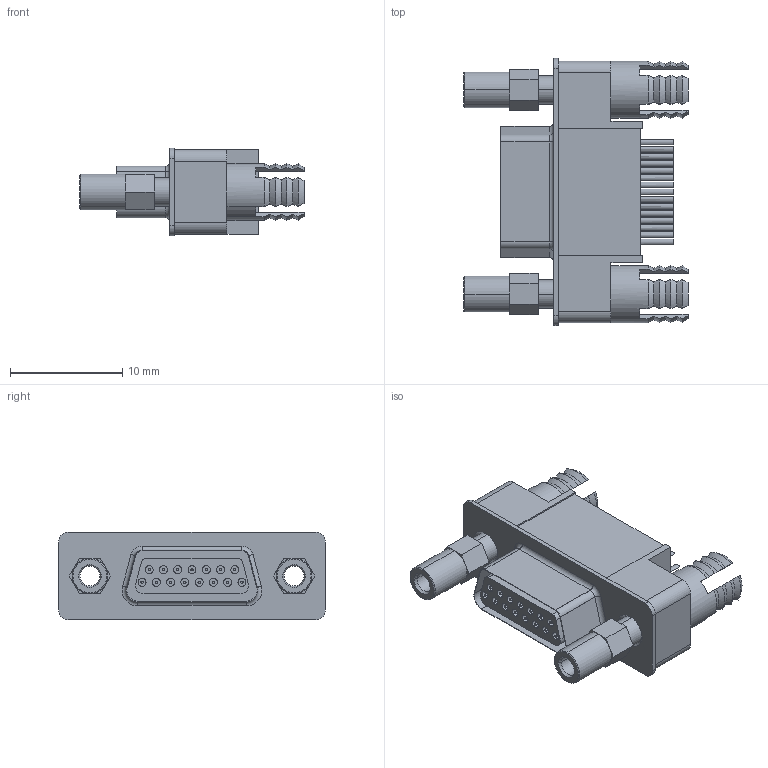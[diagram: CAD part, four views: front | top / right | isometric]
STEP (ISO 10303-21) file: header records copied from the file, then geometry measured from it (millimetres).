
FILE_DESCRIPTION((''),'2;1');
FILE_NAME('836129024','2007-12-05T',('gga'),(''),'PRO/ENGINEER BY PARAMETRIC TECHNOLOGY CORPORATION, 2003451','PRO/ENGINEER BY PARAMETRIC TECHNOLOGY CORPORATION, 2003451','');
FILE_SCHEMA(('CONFIG_CONTROL_DESIGN'));
Length unit declared in the file: inch
Products named in the file (1): 836129024
Bounding box: 19.94 x 23.75 x 7.8 mm (x, y, z)
Volume: 1383.8 mm3; surface area: 2255.9 mm2
Topology: 1 solids, 1 shells, 477 faces, 1310 edges, 921 vertices
Faces by surface type: plane 259, cylinder 146, cone 68, torus 4
Entity records: 15307 total; most frequent: CARTESIAN_POINT 3063, DIRECTION 2585, ORIENTED_EDGE 2464, EDGE_CURVE 1232, AXIS2_PLACEMENT_3D 913, VERTEX_POINT 799, VECTOR 759, LINE 759
